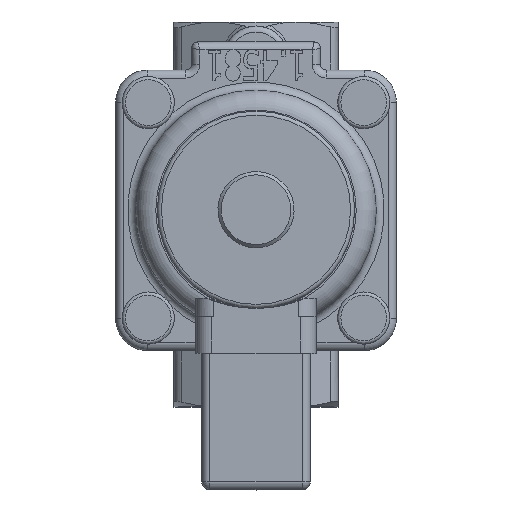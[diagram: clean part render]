
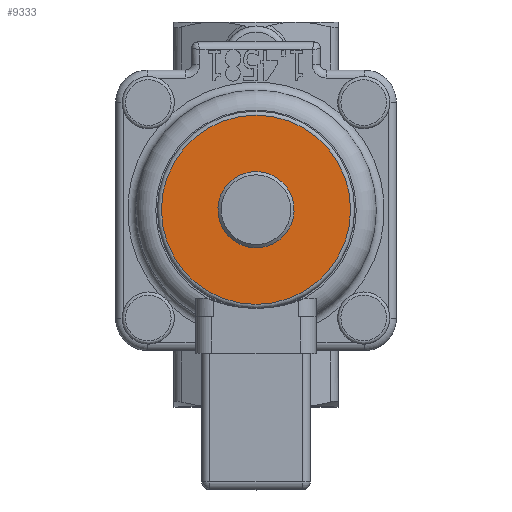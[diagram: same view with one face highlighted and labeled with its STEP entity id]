
A CAD part, top view. The second image highlights one B-rep face of the part: STEP entity #9333.
In plain terms, the highlighted planar face has unit normal (0, 0, 1).
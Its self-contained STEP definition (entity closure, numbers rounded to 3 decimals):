
#604=FACE_BOUND('',#1518,.T.);
#927=FACE_OUTER_BOUND('',#1517,.T.);
#1517=EDGE_LOOP('',(#6620));
#1518=EDGE_LOOP('',(#6621));
#3377=CIRCLE('',#9994,23.6);
#3378=CIRCLE('',#9995,8.7);
#3891=VERTEX_POINT('',#16528);
#3892=VERTEX_POINT('',#16530);
#4916=EDGE_CURVE('',#3891,#3891,#3377,.T.);
#4917=EDGE_CURVE('',#3892,#3892,#3378,.T.);
#6620=ORIENTED_EDGE('',*,*,#4916,.F.);
#6621=ORIENTED_EDGE('',*,*,#4917,.F.);
#9033=PLANE('',#9993);
#9333=ADVANCED_FACE('',(#927,#604),#9033,.T.);
#9993=AXIS2_PLACEMENT_3D('',#16527,#11320,#11321);
#9994=AXIS2_PLACEMENT_3D('',#16529,#11322,#11323);
#9995=AXIS2_PLACEMENT_3D('',#16531,#11324,#11325);
#11320=DIRECTION('center_axis',(0.,0.,
1.));
#11321=DIRECTION('ref_axis',(1.,0.,0.));
#11322=DIRECTION('center_axis',(0.,0.,
-1.));
#11323=DIRECTION('ref_axis',(0.,1.,0.));
#11324=DIRECTION('center_axis',(0.,0.,
1.));
#11325=DIRECTION('ref_axis',(-0.732,0.682,0.));
#16527=CARTESIAN_POINT('Origin',(0.,63.825,115.8));
#16528=CARTESIAN_POINT('',(0.,72.6,115.8));
#16529=CARTESIAN_POINT('Origin',(0.,49.,115.8));
#16530=CARTESIAN_POINT('',(6.365,43.068,115.8));
#16531=CARTESIAN_POINT('Origin',(0.,49.,115.8));
